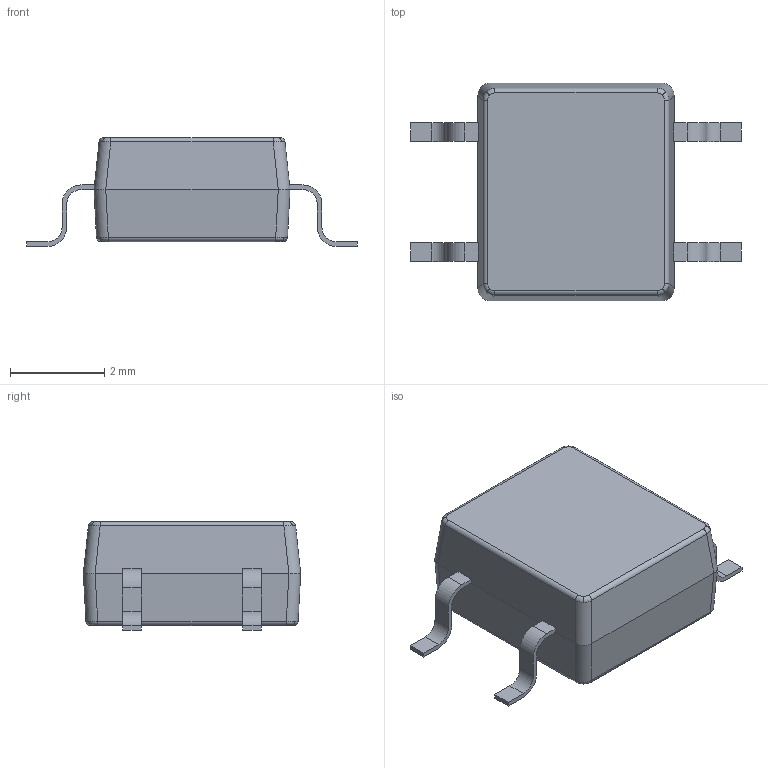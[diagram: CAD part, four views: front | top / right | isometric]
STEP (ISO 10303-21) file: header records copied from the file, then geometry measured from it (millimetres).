
FILE_DESCRIPTION(('FreeCAD Model'),'2;1');
FILE_NAME('LTV-352T.step', '2017-07-18T10:27:32',('kicad StepUp'),('ksu MCAD'), 'Open CASCADE STEP processor 6.8','FreeCAD','Unknown');
FILE_SCHEMA(('AUTOMOTIVE_DESIGN_CC2 { 1 2 10303 214 -1 1 5 4 }'));
Length unit declared in the file: millimetre
Products named in the file (2): ASSEMBLY; LTV-352T
Assembly tree (1 placements, depth 2):
  ASSEMBLY
    LTV-352T
Bounding box: 7 x 4.6 x 2.3 mm (x, y, z)
Volume: 40.6 mm3; surface area: 80.2 mm2
Topology: 1 solids, 1 shells, 94 faces, 252 edges, 160 vertices
Faces by surface type: plane 46, cylinder 32, bspline 16
Entity records: 3701 total; most frequent: CARTESIAN_POINT 816, ORIENTED_EDGE 504, DIRECTION 424, EDGE_CURVE 252, VERTEX_POINT 160, LINE 152, VECTOR 152, AXIS2_PLACEMENT_3D 136
